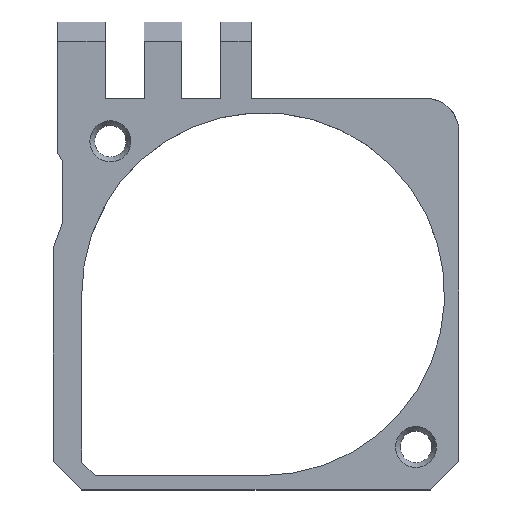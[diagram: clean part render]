
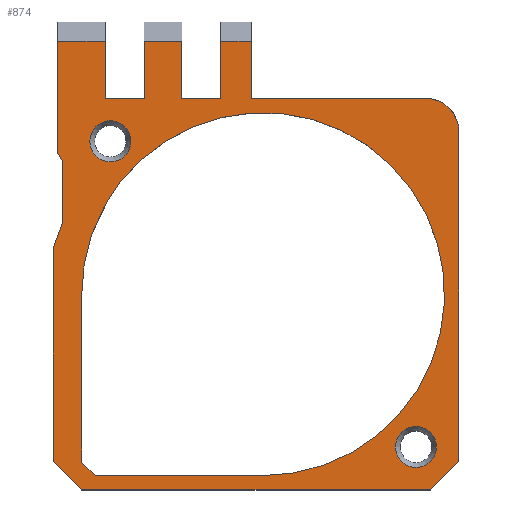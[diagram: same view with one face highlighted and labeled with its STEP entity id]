
A CAD part, top view. The second image highlights one B-rep face of the part: STEP entity #874.
In plain terms, the highlighted planar face has unit normal (0, 0, 1).
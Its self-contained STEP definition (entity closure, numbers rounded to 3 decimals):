
#43=FACE_BOUND('',#104,.T.);
#44=FACE_BOUND('',#105,.T.);
#45=FACE_BOUND('',#106,.T.);
#56=FACE_OUTER_BOUND('',#103,.T.);
#103=EDGE_LOOP('',(#600,#601,#602,#603,#604,#605,#606,#607,#608,#609,#610,
#611,#612,#613,#614,#615,#616,#617,#618,#619,#620));
#104=EDGE_LOOP('',(#621));
#105=EDGE_LOOP('',(#622,#623,#624,#625,#626));
#106=EDGE_LOOP('',(#627));
#160=CIRCLE('',#943,3.5);
#161=CIRCLE('',#944,2.15);
#162=CIRCLE('',#945,19.);
#163=CIRCLE('',#946,19.);
#164=CIRCLE('',#947,2.15);
#187=LINE('',#1256,#281);
#189=LINE('',#1262,#283);
#192=LINE('',#1281,#286);
#193=LINE('',#1283,#287);
#194=LINE('',#1285,#288);
#195=LINE('',#1287,#289);
#196=LINE('',#1289,#290);
#197=LINE('',#1291,#291);
#198=LINE('',#1293,#292);
#199=LINE('',#1295,#293);
#200=LINE('',#1297,#294);
#201=LINE('',#1299,#295);
#202=LINE('',#1301,#296);
#203=LINE('',#1303,#297);
#204=LINE('',#1305,#298);
#205=LINE('',#1307,#299);
#206=LINE('',#1309,#300);
#207=LINE('',#1311,#301);
#208=LINE('',#1313,#302);
#209=LINE('',#1315,#303);
#210=LINE('',#1325,#304);
#211=LINE('',#1327,#305);
#212=LINE('',#1328,#306);
#281=VECTOR('',#1017,10.);
#283=VECTOR('',#1023,10.);
#286=VECTOR('',#1028,10.);
#287=VECTOR('',#1029,10.);
#288=VECTOR('',#1030,10.);
#289=VECTOR('',#1031,10.);
#290=VECTOR('',#1032,10.);
#291=VECTOR('',#1033,10.);
#292=VECTOR('',#1034,10.);
#293=VECTOR('',#1035,10.);
#294=VECTOR('',#1036,10.);
#295=VECTOR('',#1037,10.);
#296=VECTOR('',#1038,10.);
#297=VECTOR('',#1039,10.);
#298=VECTOR('',#1040,10.);
#299=VECTOR('',#1041,10.);
#300=VECTOR('',#1042,10.);
#301=VECTOR('',#1043,10.);
#302=VECTOR('',#1044,10.);
#303=VECTOR('',#1045,10.);
#304=VECTOR('',#1054,10.);
#305=VECTOR('',#1055,10.);
#306=VECTOR('',#1056,10.);
#376=VERTEX_POINT('',#1253);
#377=VERTEX_POINT('',#1255);
#379=VERTEX_POINT('',#1261);
#384=VERTEX_POINT('',#1280);
#385=VERTEX_POINT('',#1282);
#386=VERTEX_POINT('',#1284);
#387=VERTEX_POINT('',#1286);
#388=VERTEX_POINT('',#1288);
#389=VERTEX_POINT('',#1290);
#390=VERTEX_POINT('',#1292);
#391=VERTEX_POINT('',#1294);
#392=VERTEX_POINT('',#1296);
#393=VERTEX_POINT('',#1298);
#394=VERTEX_POINT('',#1300);
#395=VERTEX_POINT('',#1302);
#396=VERTEX_POINT('',#1304);
#397=VERTEX_POINT('',#1306);
#398=VERTEX_POINT('',#1308);
#399=VERTEX_POINT('',#1310);
#400=VERTEX_POINT('',#1312);
#401=VERTEX_POINT('',#1314);
#402=VERTEX_POINT('',#1317);
#403=VERTEX_POINT('',#1319);
#404=VERTEX_POINT('',#1320);
#405=VERTEX_POINT('',#1322);
#406=VERTEX_POINT('',#1324);
#407=VERTEX_POINT('',#1326);
#408=VERTEX_POINT('',#1329);
#461=EDGE_CURVE('',#377,#376,#187,.T.);
#464=EDGE_CURVE('',#379,#377,#189,.T.);
#470=EDGE_CURVE('',#384,#376,#192,.T.);
#471=EDGE_CURVE('',#384,#385,#193,.T.);
#472=EDGE_CURVE('',#385,#386,#194,.T.);
#473=EDGE_CURVE('',#386,#387,#195,.T.);
#474=EDGE_CURVE('',#388,#387,#196,.T.);
#475=EDGE_CURVE('',#388,#389,#197,.T.);
#476=EDGE_CURVE('',#389,#390,#198,.T.);
#477=EDGE_CURVE('',#390,#391,#199,.T.);
#478=EDGE_CURVE('',#392,#391,#200,.T.);
#479=EDGE_CURVE('',#392,#393,#201,.T.);
#480=EDGE_CURVE('',#393,#394,#202,.T.);
#481=EDGE_CURVE('',#394,#395,#203,.T.);
#482=EDGE_CURVE('',#395,#396,#204,.T.);
#483=EDGE_CURVE('',#396,#397,#205,.T.);
#484=EDGE_CURVE('',#397,#398,#206,.T.);
#485=EDGE_CURVE('',#398,#399,#207,.T.);
#486=EDGE_CURVE('',#399,#400,#208,.T.);
#487=EDGE_CURVE('',#400,#401,#209,.T.);
#488=EDGE_CURVE('',#401,#379,#160,.T.);
#489=EDGE_CURVE('',#402,#402,#161,.T.);
#490=EDGE_CURVE('',#403,#404,#162,.T.);
#491=EDGE_CURVE('',#404,#405,#163,.T.);
#492=EDGE_CURVE('',#405,#406,#210,.T.);
#493=EDGE_CURVE('',#406,#407,#211,.T.);
#494=EDGE_CURVE('',#407,#403,#212,.T.);
#495=EDGE_CURVE('',#408,#408,#164,.T.);
#600=ORIENTED_EDGE('',*,*,#464,.T.);
#601=ORIENTED_EDGE('',*,*,#461,.T.);
#602=ORIENTED_EDGE('',*,*,#470,.F.);
#603=ORIENTED_EDGE('',*,*,#471,.T.);
#604=ORIENTED_EDGE('',*,*,#472,.T.);
#605=ORIENTED_EDGE('',*,*,#473,.T.);
#606=ORIENTED_EDGE('',*,*,#474,.F.);
#607=ORIENTED_EDGE('',*,*,#475,.T.);
#608=ORIENTED_EDGE('',*,*,#476,.T.);
#609=ORIENTED_EDGE('',*,*,#477,.T.);
#610=ORIENTED_EDGE('',*,*,#478,.F.);
#611=ORIENTED_EDGE('',*,*,#479,.T.);
#612=ORIENTED_EDGE('',*,*,#480,.T.);
#613=ORIENTED_EDGE('',*,*,#481,.T.);
#614=ORIENTED_EDGE('',*,*,#482,.T.);
#615=ORIENTED_EDGE('',*,*,#483,.T.);
#616=ORIENTED_EDGE('',*,*,#484,.T.);
#617=ORIENTED_EDGE('',*,*,#485,.T.);
#618=ORIENTED_EDGE('',*,*,#486,.T.);
#619=ORIENTED_EDGE('',*,*,#487,.T.);
#620=ORIENTED_EDGE('',*,*,#488,.T.);
#621=ORIENTED_EDGE('',*,*,#489,.F.);
#622=ORIENTED_EDGE('',*,*,#490,.T.);
#623=ORIENTED_EDGE('',*,*,#491,.T.);
#624=ORIENTED_EDGE('',*,*,#492,.T.);
#625=ORIENTED_EDGE('',*,*,#493,.T.);
#626=ORIENTED_EDGE('',*,*,#494,.T.);
#627=ORIENTED_EDGE('',*,*,#495,.F.);
#846=PLANE('',#942);
#874=ADVANCED_FACE('',(#56,#43,#44,#45),#846,.T.);
#942=AXIS2_PLACEMENT_3D('',#1279,#1026,#1027);
#943=AXIS2_PLACEMENT_3D('',#1316,#1046,#1047);
#944=AXIS2_PLACEMENT_3D('',#1318,#1048,#1049);
#945=AXIS2_PLACEMENT_3D('',#1321,#1050,#1051);
#946=AXIS2_PLACEMENT_3D('',#1323,#1052,#1053);
#947=AXIS2_PLACEMENT_3D('',#1330,#1057,#1058);
#1017=DIRECTION('',(0.,1.,0.));
#1023=DIRECTION('',(-1.,0.,0.));
#1026=DIRECTION('center_axis',(0.,0.,1.));
#1027=DIRECTION('ref_axis',(1.,0.,0.));
#1028=DIRECTION('',(1.,0.,0.));
#1029=DIRECTION('',(0.,-1.,0.));
#1030=DIRECTION('',(-1.,0.,0.));
#1031=DIRECTION('',(0.,1.,0.));
#1032=DIRECTION('',(1.,0.,0.));
#1033=DIRECTION('',(0.,-1.,0.));
#1034=DIRECTION('',(-1.,0.,0.));
#1035=DIRECTION('',(0.,1.,0.));
#1036=DIRECTION('',(1.,0.,0.));
#1037=DIRECTION('',(0.,-1.,0.));
#1038=DIRECTION('',(0.5,-0.866,0.));
#1039=DIRECTION('',(0.,-1.,0.));
#1040=DIRECTION('',(-0.342,-0.94,0.));
#1041=DIRECTION('',(0.,-1.,0.));
#1042=DIRECTION('',(0.707,-0.707,0.));
#1043=DIRECTION('',(1.,0.,0.));
#1044=DIRECTION('',(0.707,0.707,0.));
#1045=DIRECTION('',(0.,1.,0.));
#1046=DIRECTION('center_axis',(0.,0.,1.));
#1047=DIRECTION('ref_axis',(1.,0.,0.));
#1048=DIRECTION('center_axis',(0.,0.,1.));
#1049=DIRECTION('ref_axis',(-1.,0.,0.));
#1050=DIRECTION('center_axis',(0.,0.,-1.));
#1051=DIRECTION('ref_axis',(1.,0.,0.));
#1052=DIRECTION('center_axis',(0.,0.,-1.));
#1053=DIRECTION('ref_axis',(1.,0.,0.));
#1054=DIRECTION('',(-1.,0.,0.));
#1055=DIRECTION('',(-0.707,0.707,0.));
#1056=DIRECTION('',(0.,1.,0.));
#1057=DIRECTION('center_axis',(0.,0.,1.));
#1058=DIRECTION('ref_axis',(-1.,0.,0.));
#1253=CARTESIAN_POINT('',(-1.25,26.5,6.));
#1255=CARTESIAN_POINT('',(-1.25,20.5,6.));
#1256=CARTESIAN_POINT('',(-1.25,6.934,6.));
#1261=CARTESIAN_POINT('',(17.,20.5,6.));
#1262=CARTESIAN_POINT('',(-10.276,20.5,6.));
#1279=CARTESIAN_POINT('Origin',(-20.927,-6.631,6.));
#1280=CARTESIAN_POINT('',(-4.45,26.5,6.));
#1281=CARTESIAN_POINT('',(-11.214,26.5,6.));
#1282=CARTESIAN_POINT('',(-4.45,20.5,6.));
#1283=CARTESIAN_POINT('',(-4.45,6.934,6.));
#1284=CARTESIAN_POINT('',(-8.55,20.5,6.));
#1285=CARTESIAN_POINT('',(-13.714,20.5,6.));
#1286=CARTESIAN_POINT('',(-8.55,26.5,6.));
#1287=CARTESIAN_POINT('',(-8.55,6.934,6.));
#1288=CARTESIAN_POINT('',(-12.45,26.5,6.));
#1289=CARTESIAN_POINT('',(-15.714,26.5,6.));
#1290=CARTESIAN_POINT('',(-12.45,20.5,6.));
#1291=CARTESIAN_POINT('',(-12.45,6.934,6.));
#1292=CARTESIAN_POINT('',(-16.55,20.5,6.));
#1293=CARTESIAN_POINT('',(-17.714,20.5,6.));
#1294=CARTESIAN_POINT('',(-16.55,26.5,6.));
#1295=CARTESIAN_POINT('',(-16.55,6.934,6.));
#1296=CARTESIAN_POINT('',(-21.5,26.5,6.));
#1297=CARTESIAN_POINT('',(-19.964,26.5,6.));
#1298=CARTESIAN_POINT('',(-21.5,14.732,6.));
#1299=CARTESIAN_POINT('',(-21.5,38.5,6.));
#1300=CARTESIAN_POINT('',(-21.,13.866,6.));
#1301=CARTESIAN_POINT('',(-21.5,14.732,6.));
#1302=CARTESIAN_POINT('',(-21.,7.497,6.));
#1303=CARTESIAN_POINT('',(-21.,17.,6.));
#1304=CARTESIAN_POINT('',(-22.,4.75,6.));
#1305=CARTESIAN_POINT('',(-20.5,8.871,6.));
#1306=CARTESIAN_POINT('',(-22.,-17.5,6.));
#1307=CARTESIAN_POINT('',(-22.,4.75,6.));
#1308=CARTESIAN_POINT('',(-19.,-20.5,6.));
#1309=CARTESIAN_POINT('',(-22.,-17.5,6.));
#1310=CARTESIAN_POINT('',(17.5,-20.5,6.));
#1311=CARTESIAN_POINT('',(-19.,-20.5,6.));
#1312=CARTESIAN_POINT('',(20.5,-17.5,6.));
#1313=CARTESIAN_POINT('',(17.5,-20.5,6.));
#1314=CARTESIAN_POINT('',(20.5,17.,6.));
#1315=CARTESIAN_POINT('',(20.5,-17.5,6.));
#1316=CARTESIAN_POINT('Origin',(17.,17.,6.));
#1317=CARTESIAN_POINT('',(-13.85,16.,6.));
#1318=CARTESIAN_POINT('Origin',(-16.,16.,6.));
#1319=CARTESIAN_POINT('',(-19.,0.,6.));
#1320=CARTESIAN_POINT('',(-10.247,16.,6.));
#1321=CARTESIAN_POINT('Origin',(0.,0.,6.));
#1322=CARTESIAN_POINT('',(0.,-19.,6.));
#1323=CARTESIAN_POINT('Origin',(0.,0.,6.));
#1324=CARTESIAN_POINT('',(-17.586,-19.,6.));
#1325=CARTESIAN_POINT('',(-19.257,-19.,6.));
#1326=CARTESIAN_POINT('',(-19.,-17.586,6.));
#1327=CARTESIAN_POINT('',(-22.22,-14.365,6.));
#1328=CARTESIAN_POINT('',(-19.,-3.316,6.));
#1329=CARTESIAN_POINT('',(18.15,-16.,6.));
#1330=CARTESIAN_POINT('Origin',(16.,-16.,6.));
